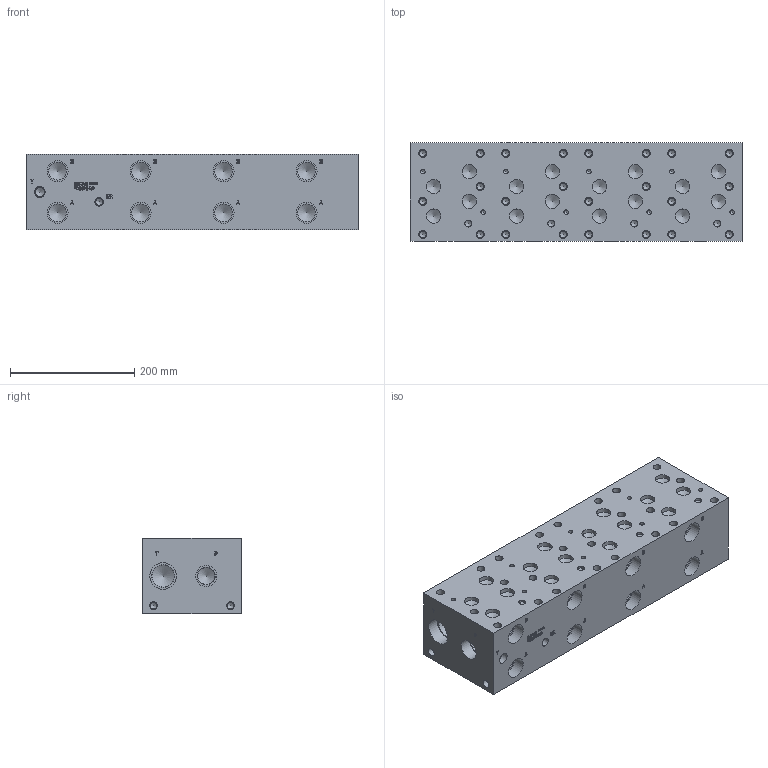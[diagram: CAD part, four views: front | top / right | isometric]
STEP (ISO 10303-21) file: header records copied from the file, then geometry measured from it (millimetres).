
FILE_DESCRIPTION(/* description */ (''),/* implementation_level */ '2;1');
FILE_NAME(/* name */ '_D08P045P.stp',/* time_stamp */ '2020-03-11T13:11:18-04:00',/* author */ ('devonn'),/* organization */ (''),/* preprocessor_version */ 'ST-DEVELOPER v17',/* originating_system */ 'Autodesk Inventor 2019',/* authorisation */ '');
FILE_SCHEMA (('AUTOMOTIVE_DESIGN { 1 0 10303 214 3 1 1 }'));
Length unit declared in the file: millimetre
Products named in the file (1): Part_AD08P045P_3D
Bounding box: 533.4 x 158.75 x 120.65 mm (x, y, z)
Volume: 9703758.5 mm3; surface area: 422950.6 mm2
Topology: 1 solids, 1 shells, 800 faces, 2199 edges, 1502 vertices
Faces by surface type: plane 436, bspline 174, cylinder 116, cone 74
Full cylindrical faces by diameter (mm): 7.137 x8, 10.719 x29, 11.113 x1, 11.125 x3, 12.7 x28, 13.868 x1, 14.3 x1, 17.297 x1, 23.012 x15, 23.017 x1, 26.975 x2, 28.575 x10, 33.706 x10, 35.712 x2, 36.906 x2, 42.469 x2
Entity records: 26695 total; most frequent: CARTESIAN_POINT 6694, ORIENTED_EDGE 4258, DIRECTION 3453, EDGE_CURVE 2129, VERTEX_POINT 1502, LINE 1363, VECTOR 1363, AXIS2_PLACEMENT_3D 1045
